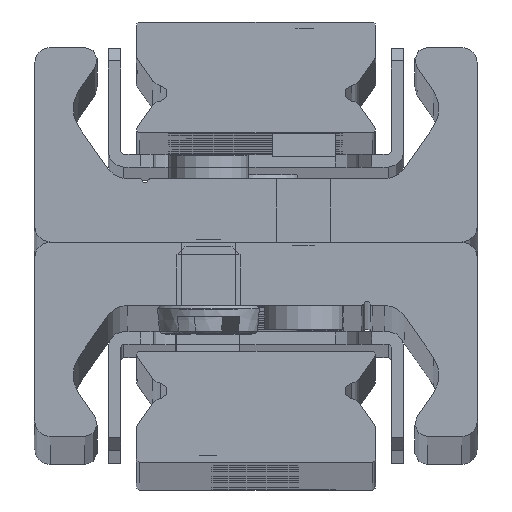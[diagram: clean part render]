
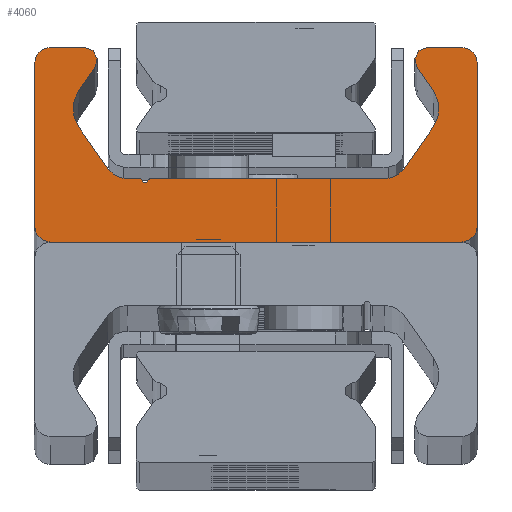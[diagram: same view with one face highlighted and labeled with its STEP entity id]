
A CAD part, top view. The second image highlights one B-rep face of the part: STEP entity #4060.
In plain terms, the highlighted planar face has unit normal (0, 0, 1).
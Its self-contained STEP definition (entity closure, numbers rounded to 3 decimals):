
#3058=CARTESIAN_POINT('',(7.0,0.0,1010.0));
#3059=VERTEX_POINT('',#3058);
#3060=CARTESIAN_POINT('',(6.,1.0,1010.0));
#3061=VERTEX_POINT('',#3060);
#3062=CARTESIAN_POINT('',(7.0,1.0,1010.0));
#3063=DIRECTION('',(0.0,0.0,-1.0));
#3064=DIRECTION('',(-1.0,0.0,0.0));
#3065=AXIS2_PLACEMENT_3D('',#3062,#3063,#3064);
#3066=CIRCLE('',#3065,1.0);
#3067=EDGE_CURVE('',#3059,#3061,#3066,.T.);
#3100=CARTESIAN_POINT('',(6.,11.3,1010.0));
#3101=VERTEX_POINT('',#3100);
#3102=CARTESIAN_POINT('',(6.,1.0,1010.0));
#3103=DIRECTION('',(0.0,1.0,0.0));
#3104=VECTOR('',#3103,10.3);
#3105=LINE('',#3102,#3104);
#3106=EDGE_CURVE('',#3061,#3101,#3105,.T.);
#3131=CARTESIAN_POINT('',(7.0,12.3,1010.0));
#3132=VERTEX_POINT('',#3131);
#3133=CARTESIAN_POINT('',(7.,11.3,1010.0));
#3134=DIRECTION('',(0.0,0.0,-1.0));
#3135=DIRECTION('',(0.0,1.0,0.0));
#3136=AXIS2_PLACEMENT_3D('',#3133,#3134,#3135);
#3137=CIRCLE('',#3136,1.0);
#3138=EDGE_CURVE('',#3101,#3132,#3137,.T.);
#3164=CARTESIAN_POINT('',(9.17,12.3,1010.0));
#3165=VERTEX_POINT('',#3164);
#3166=CARTESIAN_POINT('',(7.0,12.3,1010.0));
#3167=DIRECTION('',(1.0,0.0,0.0));
#3168=VECTOR('',#3167,2.17);
#3169=LINE('',#3166,#3168);
#3170=EDGE_CURVE('',#3132,#3165,#3169,.T.);
#3195=CARTESIAN_POINT('',(9.826,11.041,1010.0));
#3196=VERTEX_POINT('',#3195);
#3197=CARTESIAN_POINT('',(9.17,11.5,1010.0));
#3198=DIRECTION('',(0.0,0.0,-1.));
#3199=DIRECTION('',(0.819,-0.574,0.0));
#3200=AXIS2_PLACEMENT_3D('',#3197,#3198,#3199);
#3201=CIRCLE('',#3200,0.8);
#3202=EDGE_CURVE('',#3165,#3196,#3201,.T.);
#3228=CARTESIAN_POINT('',(8.794,9.567,1010.0));
#3229=VERTEX_POINT('',#3228);
#3230=CARTESIAN_POINT('',(9.826,11.041,1010.0));
#3231=DIRECTION('',(-0.574,-0.819,0.0));
#3232=VECTOR('',#3231,1.799);
#3233=LINE('',#3230,#3232);
#3234=EDGE_CURVE('',#3196,#3229,#3233,.T.);
#3259=CARTESIAN_POINT('',(8.794,7.273,1010.0));
#3260=VERTEX_POINT('',#3259);
#3261=CARTESIAN_POINT('',(10.432,8.42,1010.0));
#3262=DIRECTION('',(0.0,0.0,1.0));
#3263=DIRECTION('',(0.819,-0.574,0.0));
#3264=AXIS2_PLACEMENT_3D('',#3261,#3262,#3263);
#3265=CIRCLE('',#3264,2.0);
#3266=EDGE_CURVE('',#3229,#3260,#3265,.T.);
#3292=CARTESIAN_POINT('',(10.637,4.64,1010.0));
#3293=VERTEX_POINT('',#3292);
#3294=CARTESIAN_POINT('',(8.794,7.273,1010.0));
#3295=DIRECTION('',(0.574,-0.819,0.0));
#3296=VECTOR('',#3295,3.215);
#3297=LINE('',#3294,#3296);
#3298=EDGE_CURVE('',#3260,#3293,#3297,.T.);
#3323=CARTESIAN_POINT('',(11.866,4.,1010.0));
#3324=VERTEX_POINT('',#3323);
#3325=CARTESIAN_POINT('',(11.866,5.5,1010.0));
#3326=DIRECTION('',(0.0,0.0,1.0));
#3327=DIRECTION('',(0.819,0.574,0.0));
#3328=AXIS2_PLACEMENT_3D('',#3325,#3326,#3327);
#3329=CIRCLE('',#3328,1.5);
#3330=EDGE_CURVE('',#3293,#3324,#3329,.T.);
#3356=CARTESIAN_POINT('',(12.665,4.,1010.0));
#3357=VERTEX_POINT('',#3356);
#3358=CARTESIAN_POINT('',(11.866,4.,1010.0));
#3359=DIRECTION('',(1.0,0.0,0.0));
#3360=VECTOR('',#3359,0.798);
#3361=LINE('',#3358,#3360);
#3362=EDGE_CURVE('',#3324,#3357,#3361,.T.);
#3387=CARTESIAN_POINT('',(12.76,3.929,1010.0));
#3388=VERTEX_POINT('',#3387);
#3389=CARTESIAN_POINT('',(12.665,3.9,1010.0));
#3390=DIRECTION('',(0.0,0.0,-1.0));
#3391=DIRECTION('',(0.958,0.286,0.0));
#3392=AXIS2_PLACEMENT_3D('',#3389,#3390,#3391);
#3393=CIRCLE('',#3392,0.1);
#3394=EDGE_CURVE('',#3357,#3388,#3393,.T.);
#3420=CARTESIAN_POINT('',(13.24,3.929,1010.0));
#3421=VERTEX_POINT('',#3420);
#3422=CARTESIAN_POINT('',(13.,4.0,1010.0));
#3423=DIRECTION('',(0.0,0.0,1.));
#3424=DIRECTION('',(0.958,0.286,0.0));
#3425=AXIS2_PLACEMENT_3D('',#3422,#3423,#3424);
#3426=CIRCLE('',#3425,0.25);
#3427=EDGE_CURVE('',#3388,#3421,#3426,.T.);
#3453=CARTESIAN_POINT('',(13.335,4.0,1010.0));
#3454=VERTEX_POINT('',#3453);
#3455=CARTESIAN_POINT('',(13.335,3.9,1010.0));
#3456=DIRECTION('',(0.0,0.0,-1.0));
#3457=DIRECTION('',(0.0,1.0,0.0));
#3458=AXIS2_PLACEMENT_3D('',#3455,#3456,#3457);
#3459=CIRCLE('',#3458,0.1);
#3460=EDGE_CURVE('',#3421,#3454,#3459,.T.);
#3486=CARTESIAN_POINT('',(28.134,4.0,1010.0));
#3487=VERTEX_POINT('',#3486);
#3488=CARTESIAN_POINT('',(13.335,4.0,1010.0));
#3489=DIRECTION('',(1.0,0.0,0.0));
#3490=VECTOR('',#3489,14.798);
#3491=LINE('',#3488,#3490);
#3492=EDGE_CURVE('',#3454,#3487,#3491,.T.);
#3604=CARTESIAN_POINT('',(29.363,4.64,1010.0));
#3605=VERTEX_POINT('',#3604);
#3606=CARTESIAN_POINT('',(28.134,5.5,1010.0));
#3607=DIRECTION('',(0.0,0.0,1.0));
#3608=DIRECTION('',(0.0,1.0,0.0));
#3609=AXIS2_PLACEMENT_3D('',#3606,#3607,#3608);
#3610=CIRCLE('',#3609,1.5);
#3611=EDGE_CURVE('',#3487,#3605,#3610,.T.);
#3637=CARTESIAN_POINT('',(31.206,7.273,1010.0));
#3638=VERTEX_POINT('',#3637);
#3639=CARTESIAN_POINT('',(29.363,4.64,1010.0));
#3640=DIRECTION('',(0.574,0.819,0.0));
#3641=VECTOR('',#3640,3.215);
#3642=LINE('',#3639,#3641);
#3643=EDGE_CURVE('',#3605,#3638,#3642,.T.);
#3668=CARTESIAN_POINT('',(31.206,9.567,1010.0));
#3669=VERTEX_POINT('',#3668);
#3670=CARTESIAN_POINT('',(29.568,8.42,1010.0));
#3671=DIRECTION('',(0.0,0.0,1.));
#3672=DIRECTION('',(-0.819,0.574,0.0));
#3673=AXIS2_PLACEMENT_3D('',#3670,#3671,#3672);
#3674=CIRCLE('',#3673,2.0);
#3675=EDGE_CURVE('',#3638,#3669,#3674,.T.);
#3701=CARTESIAN_POINT('',(30.174,11.041,1010.0));
#3702=VERTEX_POINT('',#3701);
#3703=CARTESIAN_POINT('',(31.206,9.567,1010.0));
#3704=DIRECTION('',(-0.574,0.819,0.0));
#3705=VECTOR('',#3704,1.799);
#3706=LINE('',#3703,#3705);
#3707=EDGE_CURVE('',#3669,#3702,#3706,.T.);
#3732=CARTESIAN_POINT('',(30.83,12.3,1010.0));
#3733=VERTEX_POINT('',#3732);
#3734=CARTESIAN_POINT('',(30.83,11.5,1010.0));
#3735=DIRECTION('',(0.0,0.0,-1.0));
#3736=DIRECTION('',(0.0,1.0,0.0));
#3737=AXIS2_PLACEMENT_3D('',#3734,#3735,#3736);
#3738=CIRCLE('',#3737,0.8);
#3739=EDGE_CURVE('',#3702,#3733,#3738,.T.);
#3765=CARTESIAN_POINT('',(33.0,12.3,1010.0));
#3766=VERTEX_POINT('',#3765);
#3767=CARTESIAN_POINT('',(30.83,12.3,1010.0));
#3768=DIRECTION('',(1.0,0.0,0.0));
#3769=VECTOR('',#3768,2.17);
#3770=LINE('',#3767,#3769);
#3771=EDGE_CURVE('',#3733,#3766,#3770,.T.);
#3796=CARTESIAN_POINT('',(34.0,11.3,1010.0));
#3797=VERTEX_POINT('',#3796);
#3798=CARTESIAN_POINT('',(33.0,11.3,1010.0));
#3799=DIRECTION('',(0.0,0.0,-1.0));
#3800=DIRECTION('',(1.0,0.0,0.0));
#3801=AXIS2_PLACEMENT_3D('',#3798,#3799,#3800);
#3802=CIRCLE('',#3801,1.0);
#3803=EDGE_CURVE('',#3766,#3797,#3802,.T.);
#3829=CARTESIAN_POINT('',(34.0,1.0,1010.0));
#3830=VERTEX_POINT('',#3829);
#3831=CARTESIAN_POINT('',(34.0,11.3,1010.0));
#3832=DIRECTION('',(0.0,-1.0,0.0));
#3833=VECTOR('',#3832,10.3);
#3834=LINE('',#3831,#3833);
#3835=EDGE_CURVE('',#3797,#3830,#3834,.T.);
#3860=CARTESIAN_POINT('',(33.0,0.0,1010.0));
#3861=VERTEX_POINT('',#3860);
#3862=CARTESIAN_POINT('',(33.0,1.0,1010.0));
#3863=DIRECTION('',(0.0,0.0,-1.0));
#3864=DIRECTION('',(0.0,-1.0,0.0));
#3865=AXIS2_PLACEMENT_3D('',#3862,#3863,#3864);
#3866=CIRCLE('',#3865,1.0);
#3867=EDGE_CURVE('',#3830,#3861,#3866,.T.);
#3893=CARTESIAN_POINT('',(33.0,0.0,1010.0));
#3894=DIRECTION('',(-1.0,0.0,0.0));
#3895=VECTOR('',#3894,26.0);
#3896=LINE('',#3893,#3895);
#3897=EDGE_CURVE('',#3861,#3059,#3896,.T.);
#4029=CARTESIAN_POINT('',(19.983,4.783,1010.0));
#4030=DIRECTION('',(0.0,0.0,1.0));
#4031=DIRECTION('',(1.0,0.0,0.0));
#4032=AXIS2_PLACEMENT_3D('',#4029,#4030,#4031);
#4033=PLANE('',#4032);
#4034=ORIENTED_EDGE('',*,*,#3067,.F.);
#4035=ORIENTED_EDGE('',*,*,#3897,.F.);
#4036=ORIENTED_EDGE('',*,*,#3867,.F.);
#4037=ORIENTED_EDGE('',*,*,#3835,.F.);
#4038=ORIENTED_EDGE('',*,*,#3803,.F.);
#4039=ORIENTED_EDGE('',*,*,#3771,.F.);
#4040=ORIENTED_EDGE('',*,*,#3739,.F.);
#4041=ORIENTED_EDGE('',*,*,#3707,.F.);
#4042=ORIENTED_EDGE('',*,*,#3675,.F.);
#4043=ORIENTED_EDGE('',*,*,#3643,.F.);
#4044=ORIENTED_EDGE('',*,*,#3611,.F.);
#4045=ORIENTED_EDGE('',*,*,#3492,.F.);
#4046=ORIENTED_EDGE('',*,*,#3460,.F.);
#4047=ORIENTED_EDGE('',*,*,#3427,.F.);
#4048=ORIENTED_EDGE('',*,*,#3394,.F.);
#4049=ORIENTED_EDGE('',*,*,#3362,.F.);
#4050=ORIENTED_EDGE('',*,*,#3330,.F.);
#4051=ORIENTED_EDGE('',*,*,#3298,.F.);
#4052=ORIENTED_EDGE('',*,*,#3266,.F.);
#4053=ORIENTED_EDGE('',*,*,#3234,.F.);
#4054=ORIENTED_EDGE('',*,*,#3202,.F.);
#4055=ORIENTED_EDGE('',*,*,#3170,.F.);
#4056=ORIENTED_EDGE('',*,*,#3138,.F.);
#4057=ORIENTED_EDGE('',*,*,#3106,.F.);
#4058=EDGE_LOOP('',(#4034,#4035,#4036,#4037,#4038,#4039,#4040,#4041,#4042,#4043,#4044,#4045,#4046,#4047,#4048,#4049,#4050,#4051,#4052,#4053,#4054,#4055,#4056,#4057));
#4059=FACE_OUTER_BOUND('',#4058,.T.);
#4060=ADVANCED_FACE('',(#4059),#4033,.T.);
